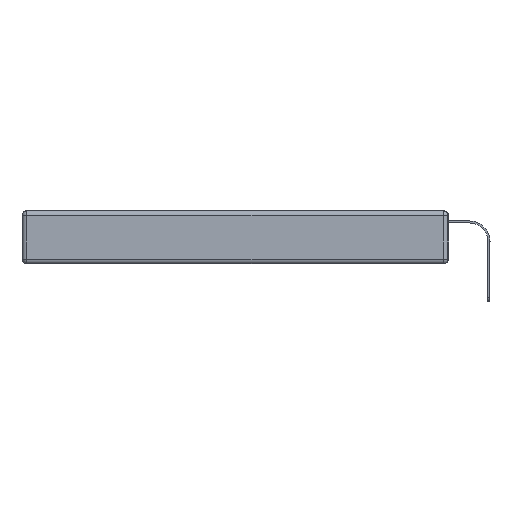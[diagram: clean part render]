
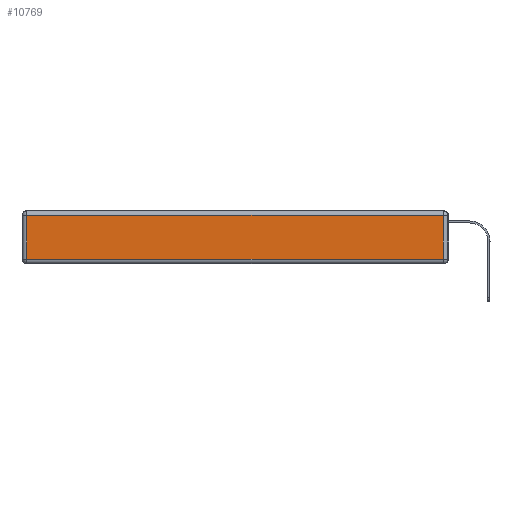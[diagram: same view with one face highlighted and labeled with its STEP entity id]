
A CAD part, left-side view. The second image highlights one B-rep face of the part: STEP entity #10769.
In plain terms, the highlighted planar face has unit normal (-1, 0, 0).
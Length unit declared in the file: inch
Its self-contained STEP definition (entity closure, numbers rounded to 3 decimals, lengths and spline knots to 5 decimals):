
#686 = EDGE_CURVE ( 'NONE', #9307, #5719, #12801, .T. ) ;
#985 = CARTESIAN_POINT ( 'NONE',  ( 0., 0.03, -0.03 ) ) ;
#1358 = DIRECTION ( 'NONE',  ( 0., -1., 0. ) ) ;
#1419 = EDGE_LOOP ( 'NONE', ( #10656, #10585, #12776, #14732 ) ) ;
#1584 = VECTOR ( 'NONE', #3447, 39.37008 ) ;
#1684 = VERTEX_POINT ( 'NONE', #985 ) ;
#1789 = VECTOR ( 'NONE', #7575, 39.37008 ) ;
#2064 = EDGE_CURVE ( 'NONE', #5719, #1684, #4050, .T. ) ;
#3238 = DIRECTION ( 'NONE',  ( 0., 0., 1. ) ) ;
#3353 = LINE ( 'NONE', #17751, #1584 ) ;
#3447 = DIRECTION ( 'NONE',  ( 0., 1., 0. ) ) ;
#4050 = LINE ( 'NONE', #10617, #1789 ) ;
#5719 = VERTEX_POINT ( 'NONE', #15729 ) ;
#6557 = EDGE_CURVE ( 'NONE', #7209, #9307, #9365, .T. ) ;
#7209 = VERTEX_POINT ( 'NONE', #15190 ) ;
#7534 = EDGE_CURVE ( 'NONE', #1684, #7209, #3353, .T. ) ;
#7575 = DIRECTION ( 'NONE',  ( 0., 0., 1. ) ) ;
#7840 = VECTOR ( 'NONE', #20443, 39.37008 ) ;
#9307 = VERTEX_POINT ( 'NONE', #10674 ) ;
#9365 = LINE ( 'NONE', #15678, #7840 ) ;
#10585 = ORIENTED_EDGE ( 'NONE', *, *, #2064, .T. ) ;
#10617 = CARTESIAN_POINT ( 'NONE',  ( 0., 0.03, -0.343 ) ) ;
#10656 = ORIENTED_EDGE ( 'NONE', *, *, #686, .T. ) ;
#10674 = CARTESIAN_POINT ( 'NONE',  ( 0., 2.72, -0.313 ) ) ;
#10769 = ADVANCED_FACE ( 'NONE', ( #19013 ), #17142, .T. ) ;
#12402 = CARTESIAN_POINT ( 'NONE',  ( 0., 0., -0.313 ) ) ;
#12776 = ORIENTED_EDGE ( 'NONE', *, *, #7534, .T. ) ;
#12801 = LINE ( 'NONE', #12402, #19911 ) ;
#14732 = ORIENTED_EDGE ( 'NONE', *, *, #6557, .T. ) ;
#14778 = AXIS2_PLACEMENT_3D ( 'NONE', #17042, #15595, #3238 ) ;
#15190 = CARTESIAN_POINT ( 'NONE',  ( 0., 2.72, -0.03 ) ) ;
#15595 = DIRECTION ( 'NONE',  ( -1., 0., 0. ) ) ;
#15678 = CARTESIAN_POINT ( 'NONE',  ( 0., 2.72, -0.343 ) ) ;
#15729 = CARTESIAN_POINT ( 'NONE',  ( 0., 0.03, -0.313 ) ) ;
#17042 = CARTESIAN_POINT ( 'NONE',  ( 0., 0., -0.343 ) ) ;
#17142 = PLANE ( 'NONE',  #14778 ) ;
#17751 = CARTESIAN_POINT ( 'NONE',  ( 0., 2.75, -0.03 ) ) ;
#19013 = FACE_OUTER_BOUND ( 'NONE', #1419, .T. ) ;
#19911 = VECTOR ( 'NONE', #1358, 39.37008 ) ;
#20443 = DIRECTION ( 'NONE',  ( 0., 0., -1. ) ) ;
